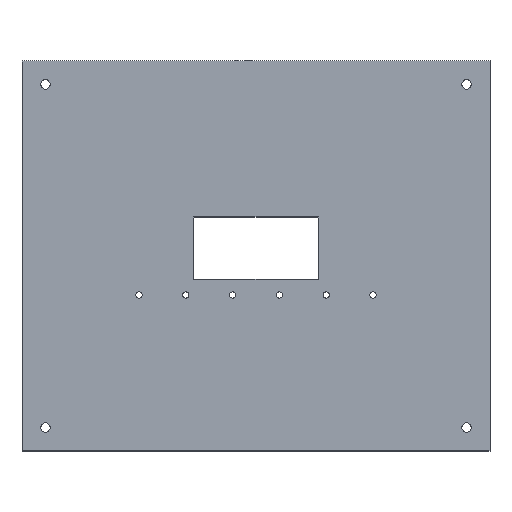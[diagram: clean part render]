
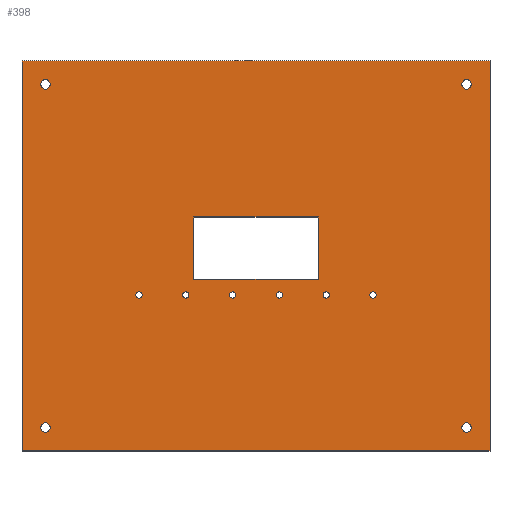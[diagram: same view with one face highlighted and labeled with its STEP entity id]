
A CAD part, top view. The second image highlights one B-rep face of the part: STEP entity #398.
In plain terms, the highlighted planar face has unit normal (0, 0, 1).
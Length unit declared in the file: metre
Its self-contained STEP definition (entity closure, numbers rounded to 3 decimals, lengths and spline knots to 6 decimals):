
#20=CIRCLE('',#420,0.002);
#22=CIRCLE('',#423,0.002);
#24=CIRCLE('',#426,0.002);
#26=CIRCLE('',#429,0.002);
#28=CIRCLE('',#432,0.002);
#30=CIRCLE('',#435,0.002);
#32=CIRCLE('',#438,0.003);
#34=CIRCLE('',#441,0.003);
#36=CIRCLE('',#444,0.003);
#38=CIRCLE('',#449,0.003);
#102=ORIENTED_EDGE('',*,*,#150,.F.);
#103=ORIENTED_EDGE('',*,*,#154,.T.);
#104=ORIENTED_EDGE('',*,*,#157,.T.);
#105=ORIENTED_EDGE('',*,*,#179,.F.);
#106=ORIENTED_EDGE('',*,*,#140,.F.);
#107=ORIENTED_EDGE('',*,*,#144,.T.);
#108=ORIENTED_EDGE('',*,*,#147,.T.);
#109=ORIENTED_EDGE('',*,*,#177,.F.);
#110=ORIENTED_EDGE('',*,*,#174,.F.);
#111=ORIENTED_EDGE('',*,*,#172,.F.);
#112=ORIENTED_EDGE('',*,*,#170,.T.);
#113=ORIENTED_EDGE('',*,*,#168,.F.);
#114=ORIENTED_EDGE('',*,*,#166,.F.);
#115=ORIENTED_EDGE('',*,*,#164,.F.);
#116=ORIENTED_EDGE('',*,*,#162,.F.);
#117=ORIENTED_EDGE('',*,*,#160,.F.);
#118=ORIENTED_EDGE('',*,*,#158,.F.);
#119=ORIENTED_EDGE('',*,*,#180,.T.);
#140=EDGE_CURVE('',#184,#185,#220,.T.);
#144=EDGE_CURVE('',#184,#187,#224,.T.);
#147=EDGE_CURVE('',#187,#189,#227,.T.);
#150=EDGE_CURVE('',#192,#193,#230,.T.);
#154=EDGE_CURVE('',#192,#195,#234,.T.);
#157=EDGE_CURVE('',#195,#197,#237,.T.);
#158=EDGE_CURVE('',#198,#198,#20,.T.);
#160=EDGE_CURVE('',#200,#200,#22,.T.);
#162=EDGE_CURVE('',#202,#202,#24,.T.);
#164=EDGE_CURVE('',#204,#204,#26,.T.);
#166=EDGE_CURVE('',#206,#206,#28,.T.);
#168=EDGE_CURVE('',#208,#208,#30,.T.);
#170=EDGE_CURVE('',#210,#210,#32,.T.);
#172=EDGE_CURVE('',#212,#212,#34,.T.);
#174=EDGE_CURVE('',#214,#214,#36,.T.);
#177=EDGE_CURVE('',#185,#189,#239,.T.);
#179=EDGE_CURVE('',#193,#197,#241,.T.);
#180=EDGE_CURVE('',#216,#216,#38,.T.);
#184=VERTEX_POINT('',#565);
#185=VERTEX_POINT('',#567);
#187=VERTEX_POINT('',#573);
#189=VERTEX_POINT('',#579);
#192=VERTEX_POINT('',#586);
#193=VERTEX_POINT('',#588);
#195=VERTEX_POINT('',#594);
#197=VERTEX_POINT('',#600);
#198=VERTEX_POINT('',#604);
#200=VERTEX_POINT('',#609);
#202=VERTEX_POINT('',#614);
#204=VERTEX_POINT('',#619);
#206=VERTEX_POINT('',#624);
#208=VERTEX_POINT('',#629);
#210=VERTEX_POINT('',#634);
#212=VERTEX_POINT('',#639);
#214=VERTEX_POINT('',#644);
#216=VERTEX_POINT('',#655);
#220=LINE('',#566,#244);
#224=LINE('',#574,#248);
#227=LINE('',#580,#251);
#230=LINE('',#587,#254);
#234=LINE('',#595,#258);
#237=LINE('',#601,#261);
#239=LINE('',#649,#263);
#241=LINE('',#652,#265);
#244=VECTOR('',#459,1.);
#248=VECTOR('',#465,1.);
#251=VECTOR('',#470,1.);
#254=VECTOR('',#475,1.);
#258=VECTOR('',#481,1.);
#261=VECTOR('',#486,1.);
#263=VECTOR('',#544,1.);
#265=VECTOR('',#548,1.);
#294=EDGE_LOOP('',(#102,#103,#104,#105));
#295=EDGE_LOOP('',(#106,#107,#108,#109));
#296=EDGE_LOOP('',(#110));
#297=EDGE_LOOP('',(#111));
#298=EDGE_LOOP('',(#112));
#299=EDGE_LOOP('',(#113));
#300=EDGE_LOOP('',(#114));
#301=EDGE_LOOP('',(#115));
#302=EDGE_LOOP('',(#116));
#303=EDGE_LOOP('',(#117));
#304=EDGE_LOOP('',(#118));
#305=EDGE_LOOP('',(#119));
#346=FACE_BOUND('',#294,.T.);
#347=FACE_BOUND('',#295,.T.);
#348=FACE_BOUND('',#296,.T.);
#349=FACE_BOUND('',#297,.T.);
#350=FACE_BOUND('',#298,.T.);
#351=FACE_BOUND('',#299,.T.);
#352=FACE_BOUND('',#300,.T.);
#353=FACE_BOUND('',#301,.T.);
#354=FACE_BOUND('',#302,.T.);
#355=FACE_BOUND('',#303,.T.);
#356=FACE_BOUND('',#304,.T.);
#357=FACE_BOUND('',#305,.T.);
#378=PLANE('',#451);
#398=ADVANCED_FACE('',(#346,#347,#348,#349,#350,#351,#352,#353,#354,#355,
#356,#357),#378,.T.);
#420=AXIS2_PLACEMENT_3D('',#603,#489,#490);
#423=AXIS2_PLACEMENT_3D('',#608,#495,#496);
#426=AXIS2_PLACEMENT_3D('',#613,#501,#502);
#429=AXIS2_PLACEMENT_3D('',#618,#507,#508);
#432=AXIS2_PLACEMENT_3D('',#623,#513,#514);
#435=AXIS2_PLACEMENT_3D('',#628,#519,#520);
#438=AXIS2_PLACEMENT_3D('',#633,#525,#526);
#441=AXIS2_PLACEMENT_3D('',#638,#531,#532);
#444=AXIS2_PLACEMENT_3D('',#643,#537,#538);
#449=AXIS2_PLACEMENT_3D('',#654,#551,#552);
#451=AXIS2_PLACEMENT_3D('',#658,#555,#556);
#459=DIRECTION('',(0.,-1.,0.));
#465=DIRECTION('',(1.,0.,0.));
#470=DIRECTION('',(0.,-1.,0.));
#475=DIRECTION('',(0.,1.,0.));
#481=DIRECTION('',(1.,0.,0.));
#486=DIRECTION('',(0.,1.,0.));
#489=DIRECTION('',(0.,0.,1.));
#490=DIRECTION('',(1.,0.,0.));
#495=DIRECTION('',(0.,0.,1.));
#496=DIRECTION('',(1.,0.,0.));
#501=DIRECTION('',(0.,0.,1.));
#502=DIRECTION('',(1.,0.,0.));
#507=DIRECTION('',(0.,0.,1.));
#508=DIRECTION('',(1.,0.,0.));
#513=DIRECTION('',(0.,0.,1.));
#514=DIRECTION('',(1.,0.,0.));
#519=DIRECTION('',(0.,0.,1.));
#520=DIRECTION('',(1.,0.,0.));
#525=DIRECTION('',(0.,0.,-1.));
#526=DIRECTION('',(1.,0.,0.));
#531=DIRECTION('',(0.,0.,1.));
#532=DIRECTION('',(1.,0.,0.));
#537=DIRECTION('',(0.,0.,1.));
#538=DIRECTION('',(1.,0.,0.));
#544=DIRECTION('',(1.,0.,0.));
#548=DIRECTION('',(1.,0.,0.));
#551=DIRECTION('',(0.,0.,-1.));
#552=DIRECTION('',(1.,0.,0.));
#555=DIRECTION('',(0.,0.,1.));
#556=DIRECTION('',(1.,0.,0.));
#565=CARTESIAN_POINT('',(0.11,0.15,0.002));
#566=CARTESIAN_POINT('',(0.11,0.13,0.002));
#567=CARTESIAN_POINT('',(0.11,0.11,0.002));
#573=CARTESIAN_POINT('',(0.19,0.15,0.002));
#574=CARTESIAN_POINT('',(0.15,0.15,0.002));
#579=CARTESIAN_POINT('',(0.19,0.11,0.002));
#580=CARTESIAN_POINT('',(0.19,0.13,0.002));
#586=CARTESIAN_POINT('',(0.,0.,0.002));
#587=CARTESIAN_POINT('',(0.,0.125,0.002));
#588=CARTESIAN_POINT('',(0.,0.25,0.002));
#594=CARTESIAN_POINT('',(0.3,0.,0.002));
#595=CARTESIAN_POINT('',(0.15,0.,0.002));
#600=CARTESIAN_POINT('',(0.3,0.25,0.002));
#601=CARTESIAN_POINT('',(0.3,0.125,0.002));
#603=CARTESIAN_POINT('',(0.225,0.1,0.002));
#604=CARTESIAN_POINT('',(0.227,0.1,0.002));
#608=CARTESIAN_POINT('',(0.195,0.1,0.002));
#609=CARTESIAN_POINT('',(0.197,0.1,0.002));
#613=CARTESIAN_POINT('',(0.165,0.1,0.002));
#614=CARTESIAN_POINT('',(0.167,0.1,0.002));
#618=CARTESIAN_POINT('',(0.135,0.1,0.002));
#619=CARTESIAN_POINT('',(0.137,0.1,0.002));
#623=CARTESIAN_POINT('',(0.105,0.1,0.002));
#624=CARTESIAN_POINT('',(0.107,0.1,0.002));
#628=CARTESIAN_POINT('',(0.075,0.1,0.002));
#629=CARTESIAN_POINT('',(0.077,0.1,0.002));
#633=CARTESIAN_POINT('',(0.285,0.235,0.002));
#634=CARTESIAN_POINT('',(0.288,0.235,0.002));
#638=CARTESIAN_POINT('',(0.015,0.015,0.002));
#639=CARTESIAN_POINT('',(0.018,0.015,0.002));
#643=CARTESIAN_POINT('',(0.015,0.235,0.002));
#644=CARTESIAN_POINT('',(0.018,0.235,0.002));
#649=CARTESIAN_POINT('',(0.15,0.11,0.002));
#652=CARTESIAN_POINT('',(0.15,0.25,0.002));
#654=CARTESIAN_POINT('',(0.285,0.015,0.002));
#655=CARTESIAN_POINT('',(0.288,0.015,0.002));
#658=CARTESIAN_POINT('',(0.15,0.125,0.002));
